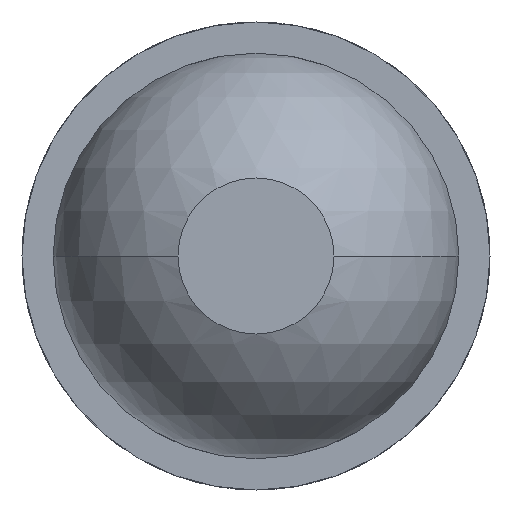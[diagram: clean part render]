
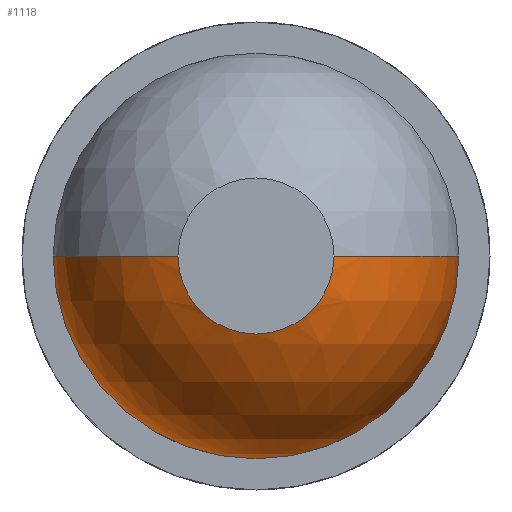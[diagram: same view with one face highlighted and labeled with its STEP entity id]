
A CAD part, front view. The second image highlights one B-rep face of the part: STEP entity #1118.
In plain terms, the highlighted spherical face has radius 0.39 mm.
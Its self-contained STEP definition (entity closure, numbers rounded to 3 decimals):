
#43 = CIRCLE ( 'NONE', #4407, 0.39 ) ;
#53 = DIRECTION ( 'NONE',  ( 0., 0., -1. ) ) ;
#72 = VERTEX_POINT ( 'NONE', #1535 ) ;
#110 = VERTEX_POINT ( 'NONE', #3595 ) ;
#186 = DIRECTION ( 'NONE',  ( 0., 0., 1. ) ) ;
#194 = SPHERICAL_SURFACE ( 'NONE', #452, 0.39 ) ;
#371 = CARTESIAN_POINT ( 'NONE',  ( 0., -35.94, 0. ) ) ;
#415 = CARTESIAN_POINT ( 'NONE',  ( 0., -35.94, 0. ) ) ;
#452 = AXIS2_PLACEMENT_3D ( 'NONE', #415, #53, #3494 ) ;
#595 = DIRECTION ( 'NONE',  ( 0., 1., 0. ) ) ;
#656 = VERTEX_POINT ( 'NONE', #1755 ) ;
#773 = VERTEX_POINT ( 'NONE', #1864 ) ;
#837 = EDGE_CURVE ( 'Defeature ausgef�hrt1_37+Defeature ausgef�hrt1_35+Defeature ausgef�hrt1_35+Defeature ausgef�hrt1_35', #2059, #656, #2705, .T. ) ;
#960 = CARTESIAN_POINT ( 'NONE',  ( 0., -35.94, 0. ) ) ;
#1096 = AXIS2_PLACEMENT_3D ( 'NONE', #4045, #595, #1981 ) ;
#1118 = ADVANCED_FACE ( 'Defeature ausgef�hrt1_35', ( #3936 ), #194, .T. ) ;
#1208 = DIRECTION ( 'NONE',  ( 0., 1., 0. ) ) ;
#1223 = DIRECTION ( 'NONE',  ( 0., 0., -1. ) ) ;
#1270 = ORIENTED_EDGE ( 'NONE', *, *, #2739, .F. ) ;
#1312 = CIRCLE ( 'NONE', #1096, 0.39 ) ;
#1332 = CARTESIAN_POINT ( 'NONE',  ( -0.39, -35.94, 0. ) ) ;
#1431 = EDGE_CURVE ( 'NONE', #656, #72, #4371, .T. ) ;
#1535 = CARTESIAN_POINT ( 'NONE',  ( 0.39, -35.94, 0. ) ) ;
#1628 = DIRECTION ( 'NONE',  ( 1., 0., 0. ) ) ;
#1653 = ORIENTED_EDGE ( 'NONE', *, *, #2820, .T. ) ;
#1690 = DIRECTION ( 'NONE',  ( -1., 0., 0. ) ) ;
#1705 = DIRECTION ( 'NONE',  ( 0., 0., -1. ) ) ;
#1755 = CARTESIAN_POINT ( 'NONE',  ( 0.15, -36.3, 0. ) ) ;
#1817 = AXIS2_PLACEMENT_3D ( 'NONE', #2227, #3973, #3961 ) ;
#1864 = CARTESIAN_POINT ( 'NONE',  ( 0., -35.94, -0.39 ) ) ;
#1908 = EDGE_LOOP ( 'NONE', ( #4052, #1653, #2275, #1270, #2913, #3740 ) ) ;
#1981 = DIRECTION ( 'NONE',  ( 0., 0., 1. ) ) ;
#2053 = EDGE_CURVE ( 'Defeature ausgef�hrt1_36+Defeature ausgef�hrt1_35+Defeature ausgef�hrt1_35+Defeature ausgef�hrt1_35', #773, #4267, #3775, .T. ) ;
#2059 = VERTEX_POINT ( 'NONE', #3644 ) ;
#2227 = CARTESIAN_POINT ( 'NONE',  ( 0., -36.3, 0. ) ) ;
#2275 = ORIENTED_EDGE ( 'NONE', *, *, #2053, .F. ) ;
#2599 = CARTESIAN_POINT ( 'NONE',  ( 0., -36.3, 0. ) ) ;
#2705 = CIRCLE ( 'NONE', #1817, 0.15 ) ;
#2739 = EDGE_CURVE ( 'Defeature ausgef�hrt1_36+Defeature ausgef�hrt1_35+Defeature ausgef�hrt1_35+Defeature ausgef�hrt1_35', #72, #773, #1312, .T. ) ;
#2820 = EDGE_CURVE ( 'NONE', #110, #4267, #43, .T. ) ;
#2913 = ORIENTED_EDGE ( 'NONE', *, *, #1431, .F. ) ;
#2952 = DIRECTION ( 'NONE',  ( 0., -1., 0. ) ) ;
#3025 = AXIS2_PLACEMENT_3D ( 'NONE', #2599, #2952, #1223 ) ;
#3309 = CARTESIAN_POINT ( 'NONE',  ( 0., -35.94, 0. ) ) ;
#3477 = CIRCLE ( 'NONE', #3025, 0.15 ) ;
#3494 = DIRECTION ( 'NONE',  ( 1., 0., 0. ) ) ;
#3553 = EDGE_CURVE ( 'Defeature ausgef�hrt1_37+Defeature ausgef�hrt1_35+Defeature ausgef�hrt1_35+Defeature ausgef�hrt1_35', #110, #2059, #3477, .T. ) ;
#3595 = CARTESIAN_POINT ( 'NONE',  ( -0.15, -36.3, 0. ) ) ;
#3644 = CARTESIAN_POINT ( 'NONE',  ( 0., -36.3, -0.15 ) ) ;
#3694 = AXIS2_PLACEMENT_3D ( 'NONE', #960, #4370, #1628 ) ;
#3740 = ORIENTED_EDGE ( 'NONE', *, *, #837, .F. ) ;
#3775 = CIRCLE ( 'NONE', #4373, 0.39 ) ;
#3936 = FACE_OUTER_BOUND ( 'NONE', #1908, .T. ) ;
#3961 = DIRECTION ( 'NONE',  ( 0., 0., -1. ) ) ;
#3973 = DIRECTION ( 'NONE',  ( 0., -1., 0. ) ) ;
#4045 = CARTESIAN_POINT ( 'NONE',  ( 0., -35.94, 0. ) ) ;
#4052 = ORIENTED_EDGE ( 'NONE', *, *, #3553, .F. ) ;
#4267 = VERTEX_POINT ( 'NONE', #1332 ) ;
#4370 = DIRECTION ( 'NONE',  ( 0., 0., 1. ) ) ;
#4371 = CIRCLE ( 'NONE', #3694, 0.39 ) ;
#4373 = AXIS2_PLACEMENT_3D ( 'NONE', #3309, #1208, #186 ) ;
#4407 = AXIS2_PLACEMENT_3D ( 'NONE', #371, #1705, #1690 ) ;
